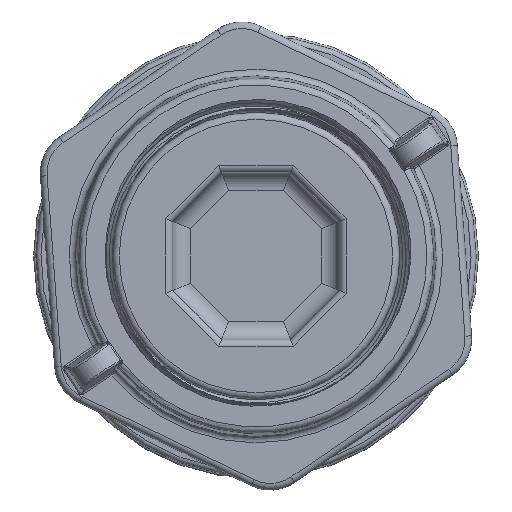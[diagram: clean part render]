
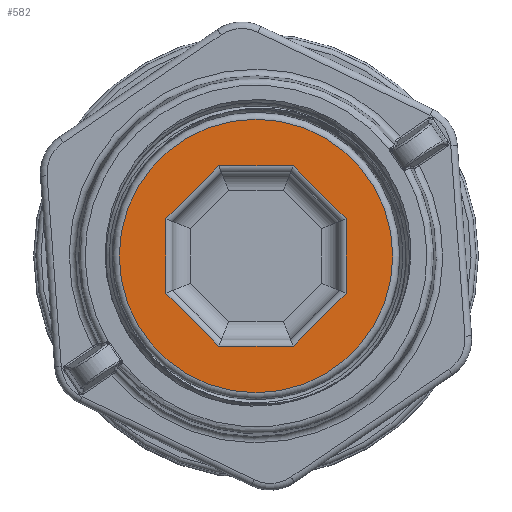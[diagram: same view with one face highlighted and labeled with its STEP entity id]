
A CAD part, front view. The second image highlights one B-rep face of the part: STEP entity #582.
In plain terms, the highlighted planar face has unit normal (0, -1, 0).
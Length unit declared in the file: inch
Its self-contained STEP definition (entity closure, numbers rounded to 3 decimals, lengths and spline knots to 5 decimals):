
#342 = EDGE_CURVE ( 'NONE', #6597, #4782, #5716, .T. ) ;
#582 = ADVANCED_FACE ( 'NONE', ( #2840, #6273 ), #4885, .T. ) ;
#682 = ORIENTED_EDGE ( 'NONE', *, *, #342, .F. ) ;
#746 = LINE ( 'NONE', #1726, #3923 ) ;
#840 = LINE ( 'NONE', #2349, #8476 ) ;
#1175 = VECTOR ( 'NONE', #10134, 39.37008 ) ;
#1204 = CARTESIAN_POINT ( 'NONE',  ( 0.405, -0.265, -0.16776 ) ) ;
#1292 = CARTESIAN_POINT ( 'NONE',  ( 0.16776, -0.265, 0.405 ) ) ;
#1461 = CIRCLE ( 'NONE', #9176, 0.615 ) ;
#1683 = ORIENTED_EDGE ( 'NONE', *, *, #4670, .F. ) ;
#1726 = CARTESIAN_POINT ( 'NONE',  ( 0.16776, -0.265, -0.405 ) ) ;
#2016 = DIRECTION ( 'NONE',  ( 0.707, 0., -0.707 ) ) ;
#2076 = EDGE_CURVE ( 'NONE', #8482, #8482, #1461, .T. ) ;
#2157 = CARTESIAN_POINT ( 'NONE',  ( -0.16776, -0.265, -0.405 ) ) ;
#2288 = VECTOR ( 'NONE', #2934, 39.37008 ) ;
#2349 = CARTESIAN_POINT ( 'NONE',  ( 0.405, -0.265, 0.16776 ) ) ;
#2433 = VECTOR ( 'NONE', #9273, 39.37008 ) ;
#2525 = VERTEX_POINT ( 'NONE', #8002 ) ;
#2611 = DIRECTION ( 'NONE',  ( -1., 0., 0. ) ) ;
#2666 = ORIENTED_EDGE ( 'NONE', *, *, #4242, .F. ) ;
#2840 = FACE_BOUND ( 'NONE', #6540, .T. ) ;
#2934 = DIRECTION ( 'NONE',  ( -1., 0., 0. ) ) ;
#3196 = EDGE_CURVE ( 'NONE', #4371, #5591, #840, .T. ) ;
#3263 = DIRECTION ( 'NONE',  ( 0., -1., 0. ) ) ;
#3632 = DIRECTION ( 'NONE',  ( 0., 0., 1. ) ) ;
#3775 = CARTESIAN_POINT ( 'NONE',  ( -0.405, -0.265, 0.16776 ) ) ;
#3820 = AXIS2_PLACEMENT_3D ( 'NONE', #9983, #3263, #5074 ) ;
#3923 = VECTOR ( 'NONE', #8479, 39.37008 ) ;
#3929 = EDGE_CURVE ( 'NONE', #5591, #6597, #9408, .T. ) ;
#3963 = VERTEX_POINT ( 'NONE', #2157 ) ;
#3968 = CARTESIAN_POINT ( 'NONE',  ( -0.16776, -0.265, -0.405 ) ) ;
#4242 = EDGE_CURVE ( 'NONE', #4782, #4345, #5227, .T. ) ;
#4345 = VERTEX_POINT ( 'NONE', #4864 ) ;
#4371 = VERTEX_POINT ( 'NONE', #6414 ) ;
#4416 = CARTESIAN_POINT ( 'NONE',  ( -0.405, -0.265, 0.16776 ) ) ;
#4670 = EDGE_CURVE ( 'NONE', #5800, #4371, #5358, .T. ) ;
#4720 = DIRECTION ( 'NONE',  ( -0.707, 0., 0.707 ) ) ;
#4782 = VERTEX_POINT ( 'NONE', #3775 ) ;
#4864 = CARTESIAN_POINT ( 'NONE',  ( -0.405, -0.265, -0.16776 ) ) ;
#4885 = PLANE ( 'NONE',  #3820 ) ;
#5045 = LINE ( 'NONE', #6030, #9661 ) ;
#5074 = DIRECTION ( 'NONE',  ( 0., 0., -1. ) ) ;
#5075 = CARTESIAN_POINT ( 'NONE',  ( 0.16776, -0.265, 0.405 ) ) ;
#5227 = LINE ( 'NONE', #4416, #1175 ) ;
#5358 = LINE ( 'NONE', #1204, #7393 ) ;
#5441 = CARTESIAN_POINT ( 'NONE',  ( 0.405, -0.265, -0.16776 ) ) ;
#5591 = VERTEX_POINT ( 'NONE', #5075 ) ;
#5637 = EDGE_CURVE ( 'NONE', #4345, #3963, #5045, .T. ) ;
#5716 = LINE ( 'NONE', #6862, #2433 ) ;
#5800 = VERTEX_POINT ( 'NONE', #5441 ) ;
#6030 = CARTESIAN_POINT ( 'NONE',  ( -0.405, -0.265, -0.16776 ) ) ;
#6273 = FACE_OUTER_BOUND ( 'NONE', #7620, .T. ) ;
#6414 = CARTESIAN_POINT ( 'NONE',  ( 0.405, -0.265, 0.16776 ) ) ;
#6540 = EDGE_LOOP ( 'NONE', ( #682, #8288, #6905, #1683, #7103, #9703, #8762, #2666 ) ) ;
#6597 = VERTEX_POINT ( 'NONE', #9461 ) ;
#6862 = CARTESIAN_POINT ( 'NONE',  ( -0.16776, -0.265, 0.405 ) ) ;
#6905 = ORIENTED_EDGE ( 'NONE', *, *, #3196, .F. ) ;
#7103 = ORIENTED_EDGE ( 'NONE', *, *, #8650, .F. ) ;
#7393 = VECTOR ( 'NONE', #3632, 39.37008 ) ;
#7531 = LINE ( 'NONE', #3968, #9079 ) ;
#7555 = EDGE_CURVE ( 'NONE', #3963, #2525, #7531, .T. ) ;
#7620 = EDGE_LOOP ( 'NONE', ( #10280 ) ) ;
#8002 = CARTESIAN_POINT ( 'NONE',  ( 0.16776, -0.265, -0.405 ) ) ;
#8046 = CARTESIAN_POINT ( 'NONE',  ( -0.615, -0.265, 0. ) ) ;
#8076 = DIRECTION ( 'NONE',  ( 1., 0., 0. ) ) ;
#8288 = ORIENTED_EDGE ( 'NONE', *, *, #3929, .F. ) ;
#8291 = DIRECTION ( 'NONE',  ( 0., 1., 0. ) ) ;
#8427 = CARTESIAN_POINT ( 'NONE',  ( 0., -0.265, 0. ) ) ;
#8476 = VECTOR ( 'NONE', #4720, 39.37008 ) ;
#8479 = DIRECTION ( 'NONE',  ( 0.707, 0., 0.707 ) ) ;
#8482 = VERTEX_POINT ( 'NONE', #8046 ) ;
#8650 = EDGE_CURVE ( 'NONE', #2525, #5800, #746, .T. ) ;
#8762 = ORIENTED_EDGE ( 'NONE', *, *, #5637, .F. ) ;
#9079 = VECTOR ( 'NONE', #8076, 39.37008 ) ;
#9176 = AXIS2_PLACEMENT_3D ( 'NONE', #8427, #8291, #2611 ) ;
#9273 = DIRECTION ( 'NONE',  ( -0.707, 0., -0.707 ) ) ;
#9408 = LINE ( 'NONE', #1292, #2288 ) ;
#9461 = CARTESIAN_POINT ( 'NONE',  ( -0.16776, -0.265, 0.405 ) ) ;
#9661 = VECTOR ( 'NONE', #2016, 39.37008 ) ;
#9703 = ORIENTED_EDGE ( 'NONE', *, *, #7555, .F. ) ;
#9983 = CARTESIAN_POINT ( 'NONE',  ( 0.3375, -0.265, 0. ) ) ;
#10134 = DIRECTION ( 'NONE',  ( 0., 0., -1. ) ) ;
#10280 = ORIENTED_EDGE ( 'NONE', *, *, #2076, .F. ) ;
